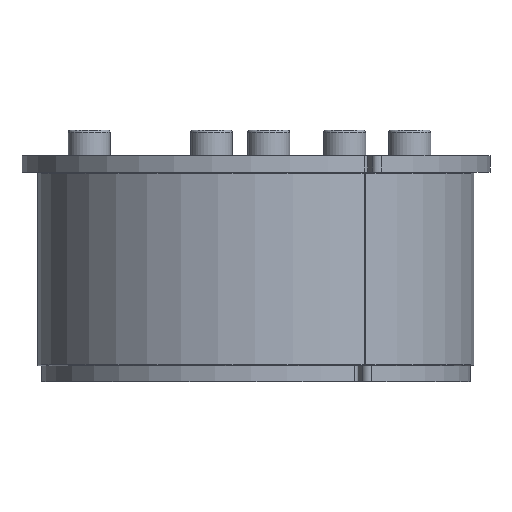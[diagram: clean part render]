
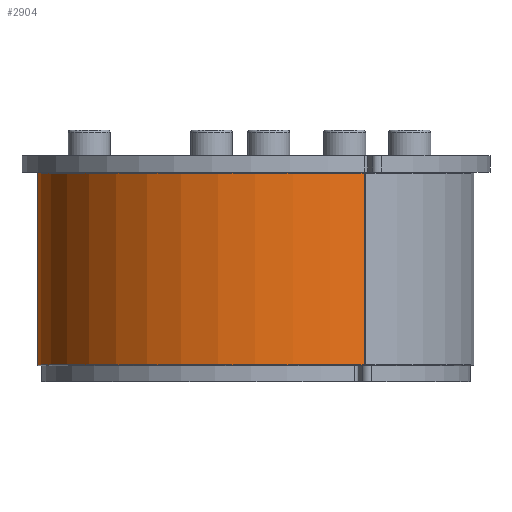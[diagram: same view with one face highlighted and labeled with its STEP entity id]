
A CAD part, front view. The second image highlights one B-rep face of the part: STEP entity #2904.
In plain terms, the highlighted cylindrical face has radius 67.5 mm (diameter 135 mm), a partial arc.
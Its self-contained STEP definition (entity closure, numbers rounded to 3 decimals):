
#1830=CARTESIAN_POINT('',(33.489,58.607,0.3));
#1831=VERTEX_POINT('',#1830);
#1840=CARTESIAN_POINT('',(-67.499,0.301,0.3));
#1841=VERTEX_POINT('',#1840);
#1849=CARTESIAN_POINT('',(0.0,0.0,0.3));
#1850=DIRECTION('',(0.0,0.0,-1.0));
#1851=DIRECTION('',(-0.5,0.866,0.0));
#1852=AXIS2_PLACEMENT_3D('',#1849,#1850,#1851);
#1853=CIRCLE('',#1852,67.5);
#1854=EDGE_CURVE('',#1841,#1831,#1853,.T.);
#2498=CARTESIAN_POINT('',(-67.499,0.301,59.7));
#2499=VERTEX_POINT('',#2498);
#2508=CARTESIAN_POINT('',(33.489,58.607,59.7));
#2509=VERTEX_POINT('',#2508);
#2517=CARTESIAN_POINT('',(0.0,0.0,59.7));
#2518=DIRECTION('',(0.0,0.0,1.0));
#2519=DIRECTION('',(-0.5,0.866,0.0));
#2520=AXIS2_PLACEMENT_3D('',#2517,#2518,#2519);
#2521=CIRCLE('',#2520,67.5);
#2522=EDGE_CURVE('',#2509,#2499,#2521,.T.);
#2865=CARTESIAN_POINT('',(33.489,58.607,0.3));
#2866=DIRECTION('',(0.0,0.0,1.0));
#2867=VECTOR('',#2866,59.4);
#2868=LINE('',#2865,#2867);
#2869=EDGE_CURVE('',#1831,#2509,#2868,.T.);
#2884=CARTESIAN_POINT('',(-67.499,0.301,59.7));
#2885=DIRECTION('',(0.0,0.0,-1.0));
#2886=VECTOR('',#2885,59.4);
#2887=LINE('',#2884,#2886);
#2888=EDGE_CURVE('',#2499,#1841,#2887,.T.);
#2893=CARTESIAN_POINT('',(0.0,0.0,0.0));
#2894=DIRECTION('',(0.0,0.0,1.0));
#2895=DIRECTION('',(0.5,0.866,0.0));
#2896=AXIS2_PLACEMENT_3D('',#2893,#2894,#2895);
#2897=CYLINDRICAL_SURFACE('',#2896,67.5);
#2898=ORIENTED_EDGE('',*,*,#1854,.F.);
#2899=ORIENTED_EDGE('',*,*,#2888,.F.);
#2900=ORIENTED_EDGE('',*,*,#2522,.F.);
#2901=ORIENTED_EDGE('',*,*,#2869,.F.);
#2902=EDGE_LOOP('',(#2898,#2899,#2900,#2901));
#2903=FACE_OUTER_BOUND('',#2902,.T.);
#2904=ADVANCED_FACE('',(#2903),#2897,.T.);
